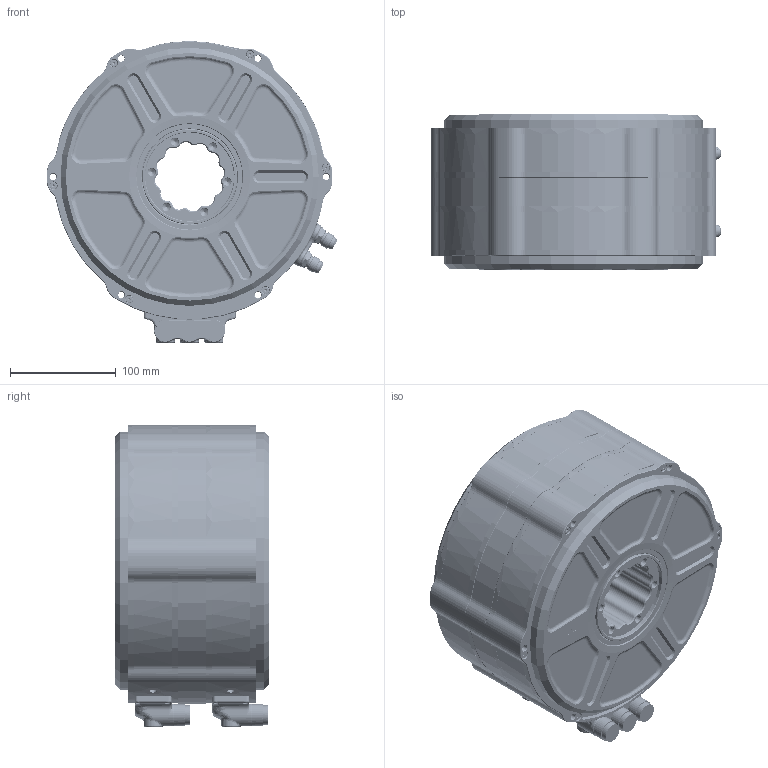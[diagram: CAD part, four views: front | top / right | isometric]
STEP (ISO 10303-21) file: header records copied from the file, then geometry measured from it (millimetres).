
FILE_DESCRIPTION (( 'STEP AP203' ), '1' );
FILE_NAME ('AIM-258twin_A00.STEP', '2024-09-26T11:41:05', ( '' ), ( '' ), 'SwSTEP 2.0', 'SolidWorks 2024', '' );
FILE_SCHEMA (( 'CONFIG_CONTROL_DESIGN' ));
Length unit declared in the file: millimetre
Products named in the file (3): stacking_bracket_250; AIM-258_A00; AIM-258twin_A00
Assembly tree (3 placements, depth 2):
  AIM-258twin_A00
    AIM-258_A00  x2
    stacking_bracket_250
Bounding box: 274.51 x 146.2 x 285.2 mm (x, y, z)
Volume: 6885280.2 mm3; surface area: 511541.5 mm2
Topology: 35 solids, 91 shells, 5038 faces, 12044 edges, 7232 vertices
Faces by surface type: cylinder 1502, cone 1338, plane 1192, bspline 572, torus 434
Entity records: 110464 total; most frequent: CARTESIAN_POINT 52690, DIRECTION 12286, ORIENTED_EDGE 11964, EDGE_CURVE 5982, AXIS2_PLACEMENT_3D 4989, VERTEX_POINT 3668, EDGE_LOOP 2758, CIRCLE 2723
